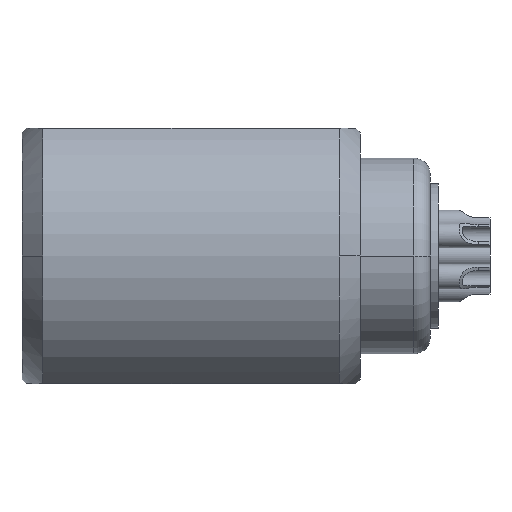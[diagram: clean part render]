
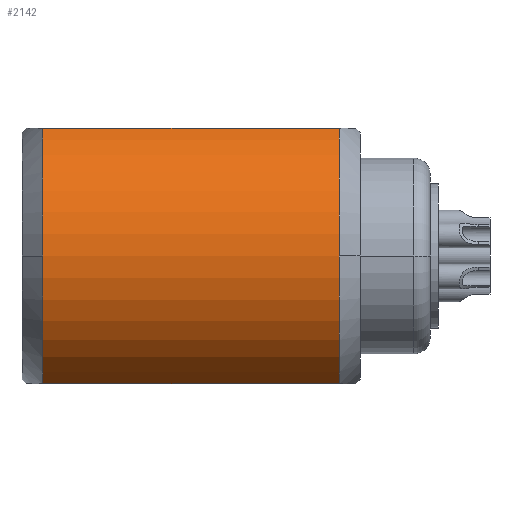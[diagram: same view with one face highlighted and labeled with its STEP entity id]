
A CAD part, front view. The second image highlights one B-rep face of the part: STEP entity #2142.
In plain terms, the highlighted cylindrical face has radius 7 mm (diameter 14 mm), a partial arc.
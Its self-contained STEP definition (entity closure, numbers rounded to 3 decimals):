
#335=CARTESIAN_POINT('',(0.,0.,0.));
#336=DIRECTION('',(-1.,0.,0.));
#337=DIRECTION('',(0.,-1.,0.));
#338=AXIS2_PLACEMENT_3D('',#335,#336,#337);
#340=CARTESIAN_POINT('',(0.,0.,0.));
#341=DIRECTION('',(-1.,0.,0.));
#342=DIRECTION('',(0.,-0.464,-0.886));
#343=AXIS2_PLACEMENT_3D('',#340,#341,#342);
#345=DIRECTION('',(1.,0.,0.));
#346=VECTOR('',#345,14.4);
#347=CARTESIAN_POINT('',(-14.4,-3.25,-6.2));
#348=LINE('',#347,#346);
#349=DIRECTION('',(1.,0.,0.));
#350=VECTOR('',#349,14.4);
#351=CARTESIAN_POINT('',(-14.4,-3.25,6.2));
#352=LINE('',#351,#350);
#362=CARTESIAN_POINT('',(-14.4,0.,0.));
#363=DIRECTION('',(1.,0.,0.));
#364=DIRECTION('',(0.,-0.464,0.886));
#365=AXIS2_PLACEMENT_3D('',#362,#363,#364);
#407=CARTESIAN_POINT('',(-14.4,0.,0.));
#408=DIRECTION('',(-1.,0.,0.));
#409=DIRECTION('',(0.,-0.464,-0.886));
#410=AXIS2_PLACEMENT_3D('',#407,#408,#409);
#1434=CARTESIAN_POINT('',(-14.4,-7.,0.));
#1436=VERTEX_POINT('',#1434);
#1442=CARTESIAN_POINT('',(-14.4,-3.25,6.2));
#1443=CARTESIAN_POINT('',(0.,-3.25,6.2));
#1444=VERTEX_POINT('',#1442);
#1445=VERTEX_POINT('',#1443);
#1446=CARTESIAN_POINT('',(-14.4,-3.25,-6.2));
#1447=CARTESIAN_POINT('',(0.,-3.25,-6.2));
#1448=VERTEX_POINT('',#1446);
#1449=VERTEX_POINT('',#1447);
#1470=CARTESIAN_POINT('',(0.,-7.,
0.));
#1471=VERTEX_POINT('',#1470);
#2125=CARTESIAN_POINT('',(-16.39,0.,0.));
#2126=DIRECTION('',(1.,0.,0.));
#2127=DIRECTION('',(0.,-1.,0.));
#2128=AXIS2_PLACEMENT_3D('',#2125,#2126,#2127);
#2129=CYLINDRICAL_SURFACE('',#2128,7.);
#2131=ORIENTED_EDGE('',*,*,#2130,.F.);
#2132=ORIENTED_EDGE('',*,*,#2059,.F.);
#2133=ORIENTED_EDGE('',*,*,#2083,.F.);
#2135=ORIENTED_EDGE('',*,*,#2134,.T.);
#2137=ORIENTED_EDGE('',*,*,#2136,.F.);
#2139=ORIENTED_EDGE('',*,*,#2138,.T.);
#2140=EDGE_LOOP('',(#2131,#2132,#2133,#2135,#2137,#2139));
#2141=FACE_OUTER_BOUND('',#2140,.F.);
#339=CIRCLE('',#338,7.);
#344=CIRCLE('',#343,7.);
#366=CIRCLE('',#365,7.);
#411=CIRCLE('',#410,7.);
#2059=EDGE_CURVE('',#1449,#1471,#344,.T.);
#2083=EDGE_CURVE('',#1448,#1449,#348,.T.);
#2130=EDGE_CURVE('',#1471,#1445,#339,.T.);
#2134=EDGE_CURVE('',#1448,#1436,#411,.T.);
#2136=EDGE_CURVE('',#1444,#1436,#366,.T.);
#2138=EDGE_CURVE('',#1444,#1445,#352,.T.);
#2142=ADVANCED_FACE('',(#2141),#2129,.T.);
